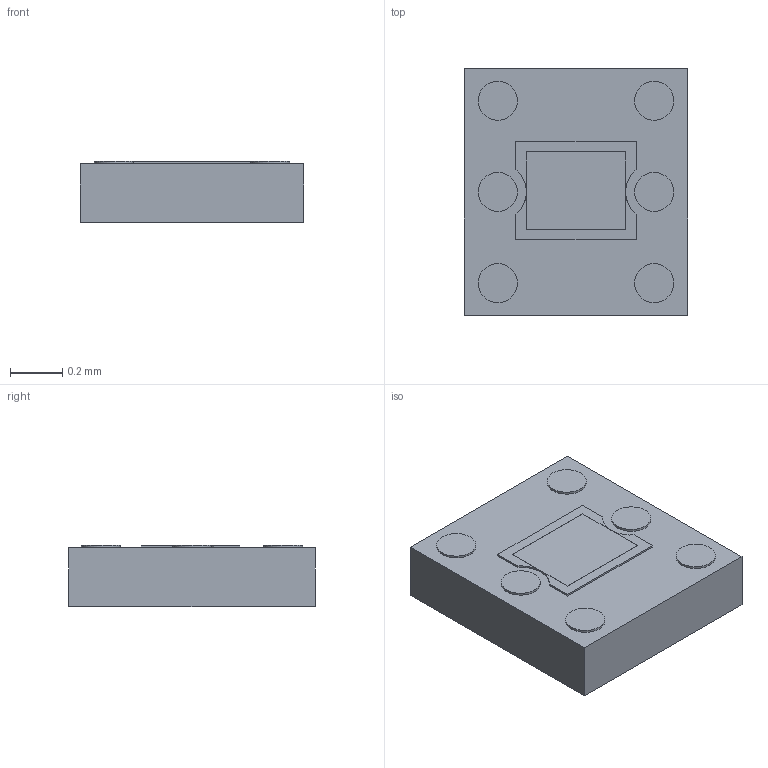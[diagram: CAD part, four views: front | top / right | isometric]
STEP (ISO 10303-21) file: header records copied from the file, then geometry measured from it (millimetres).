
FILE_DESCRIPTION(('FreeCAD Model'),'2;1');
FILE_NAME('OPT3006-OPT3006-CADModel.step', '2019-11-11T15:23:08',('Author'),(''), 'Open CASCADE STEP processor 7.2','FreeCAD','Unknown');
FILE_SCHEMA(('AUTOMOTIVE_DESIGN { 1 0 10303 214 1 1 1 1 }'));
Length unit declared in the file: millimetre
Products named in the file (1): Pocket
Bounding box: 0.86 x 0.95 x 0.23 mm (x, y, z)
Volume: 0.2 mm3; surface area: 2.5 mm2
Topology: 1 solids, 1 shells, 35 faces, 78 edges, 52 vertices
Faces by surface type: plane 27, cylinder 8
Full cylindrical faces by diameter (mm): 0.15 x6
Entity records: 2035 total; most frequent: CARTESIAN_POINT 402, DIRECTION 306, LINE 186, VECTOR 186, ORIENTED_EDGE 156, PCURVE 156, DEFINITIONAL_REPRESENTATION 156, EDGE_CURVE 78
